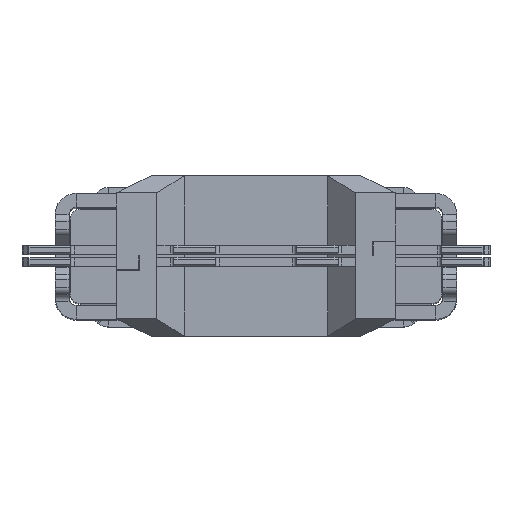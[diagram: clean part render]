
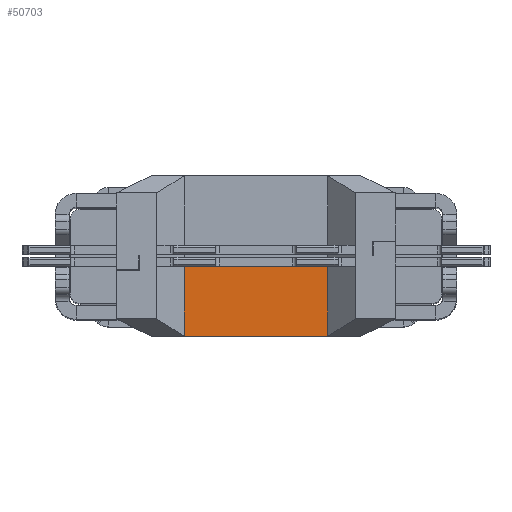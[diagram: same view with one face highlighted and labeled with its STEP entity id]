
A CAD part, top view. The second image highlights one B-rep face of the part: STEP entity #50703.
In plain terms, the highlighted planar face has unit normal (0, 0, 1).
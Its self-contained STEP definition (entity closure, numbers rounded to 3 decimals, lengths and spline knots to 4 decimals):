
#16116=DIRECTION('',(1.,0.,0.));
#16117=VECTOR('',#16116,4.1);
#16118=CARTESIAN_POINT('',(-22.05,-0.3,11.3));
#16119=LINE('',#16118,#16117);
#16496=DIRECTION('',(0.,-1.,0.));
#16497=VECTOR('',#16496,2.);
#16498=CARTESIAN_POINT('',(-17.95,-0.3,11.3));
#16499=LINE('',#16498,#16497);
#16500=DIRECTION('',(-1.,0.,0.));
#16501=VECTOR('',#16500,4.1);
#16502=CARTESIAN_POINT('',(-17.95,-2.3,11.3));
#16503=LINE('',#16502,#16501);
#16504=DIRECTION('',(0.,1.,0.));
#16505=VECTOR('',#16504,2.);
#16506=CARTESIAN_POINT('',(-22.05,-2.3,11.3));
#16507=LINE('',#16506,#16505);
#24942=CARTESIAN_POINT('',(-17.95,-2.3,11.3));
#24943=VERTEX_POINT('',#24942);
#24952=CARTESIAN_POINT('',(-22.05,-2.3,11.3));
#24953=VERTEX_POINT('',#24952);
#25852=CARTESIAN_POINT('',(-17.95,-0.3,11.3));
#25853=VERTEX_POINT('',#25852);
#25858=CARTESIAN_POINT('',(-22.05,-0.3,11.3));
#25859=VERTEX_POINT('',#25858);
#50691=CARTESIAN_POINT('',(-20.,1.15,11.3));
#50692=DIRECTION('',(0.,0.,1.));
#50693=DIRECTION('',(-1.,0.,0.));
#50694=AXIS2_PLACEMENT_3D('',#50691,#50692,#50693);
#50695=PLANE('',#50694);
#50696=ORIENTED_EDGE('',*,*,#50152,.T.);
#50698=ORIENTED_EDGE('',*,*,#50697,.T.);
#50699=ORIENTED_EDGE('',*,*,#50630,.T.);
#50700=ORIENTED_EDGE('',*,*,#50105,.T.);
#50701=EDGE_LOOP('',(#50696,#50698,#50699,#50700));
#50702=FACE_OUTER_BOUND('',#50701,.F.);
#50105=EDGE_CURVE('',#24953,#25859,#16507,.T.);
#50152=EDGE_CURVE('',#25859,#25853,#16119,.T.);
#50630=EDGE_CURVE('',#24943,#24953,#16503,.T.);
#50697=EDGE_CURVE('',#25853,#24943,#16499,.T.);
#50703=ADVANCED_FACE('',(#50702),#50695,.T.);
